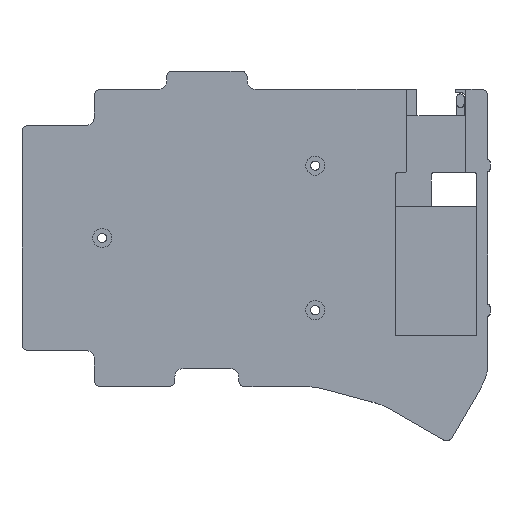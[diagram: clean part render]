
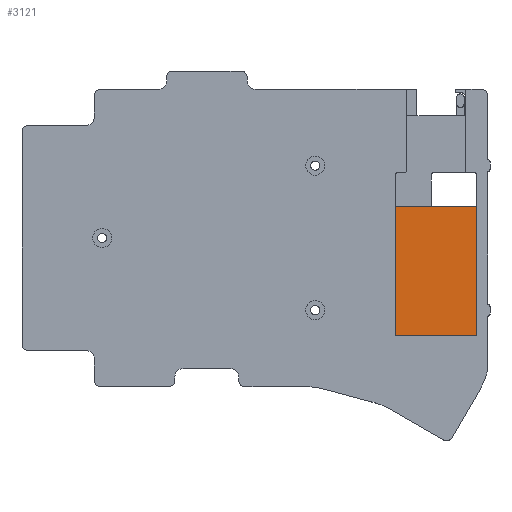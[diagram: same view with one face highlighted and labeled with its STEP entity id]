
A CAD part, top view. The second image highlights one B-rep face of the part: STEP entity #3121.
In plain terms, the highlighted planar face has unit normal (0, 0, 1).
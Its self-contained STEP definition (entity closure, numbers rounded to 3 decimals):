
#1134 = EDGE_CURVE('',#1135,#1137,#1139,.T.);
#1135 = VERTEX_POINT('',#1136);
#1136 = CARTESIAN_POINT('',(99.5,12.75,1.7));
#1137 = VERTEX_POINT('',#1138);
#1138 = CARTESIAN_POINT('',(99.5,46.75,1.7));
#1139 = LINE('',#1140,#1141);
#1140 = CARTESIAN_POINT('',(99.5,12.75,1.7));
#1141 = VECTOR('',#1142,1.);
#1142 = DIRECTION('',(0.,1.,0.));
#1200 = VERTEX_POINT('',#1201);
#1201 = CARTESIAN_POINT('',(99.,12.25,1.7));
#1207 = EDGE_CURVE('',#1200,#1135,#1208,.T.);
#1208 = CIRCLE('',#1209,0.5);
#1209 = AXIS2_PLACEMENT_3D('',#1210,#1211,#1212);
#1210 = CARTESIAN_POINT('',(99.,12.75,1.7));
#1211 = DIRECTION('',(0.,0.,1.));
#1212 = DIRECTION('',(1.,0.,0.));
#1250 = VERTEX_POINT('',#1251);
#1251 = CARTESIAN_POINT('',(78.5,12.25,1.7));
#1257 = EDGE_CURVE('',#1250,#1200,#1258,.T.);
#1258 = LINE('',#1259,#1260);
#1259 = CARTESIAN_POINT('',(78.5,12.25,1.7));
#1260 = VECTOR('',#1261,1.);
#1261 = DIRECTION('',(1.,0.,0.));
#1274 = VERTEX_POINT('',#1275);
#1275 = CARTESIAN_POINT('',(78.,12.75,1.7));
#1281 = EDGE_CURVE('',#1274,#1250,#1282,.T.);
#1282 = CIRCLE('',#1283,0.5);
#1283 = AXIS2_PLACEMENT_3D('',#1284,#1285,#1286);
#1284 = CARTESIAN_POINT('',(78.5,12.75,1.7));
#1285 = DIRECTION('',(0.,0.,1.));
#1286 = DIRECTION('',(1.,0.,0.));
#1341 = EDGE_CURVE('',#1342,#1274,#1344,.T.);
#1342 = VERTEX_POINT('',#1343);
#1343 = CARTESIAN_POINT('',(78.,46.75,1.7));
#1344 = LINE('',#1345,#1346);
#1345 = CARTESIAN_POINT('',(78.,46.25,1.7));
#1346 = VECTOR('',#1347,1.);
#1347 = DIRECTION('',(0.,-1.,0.));
#3121 = ADVANCED_FACE('',(#3122),#3153,.T.);
#3122 = FACE_BOUND('',#3123,.T.);
#3123 = EDGE_LOOP('',(#3124,#3134,#3141,#3142,#3143,#3144,#3145,#3146));
#3124 = ORIENTED_EDGE('',*,*,#3125,.T.);
#3125 = EDGE_CURVE('',#3126,#3128,#3130,.T.);
#3126 = VERTEX_POINT('',#3127);
#3127 = CARTESIAN_POINT('',(99.,46.25,1.7));
#3128 = VERTEX_POINT('',#3129);
#3129 = CARTESIAN_POINT('',(78.5,46.25,1.7));
#3130 = LINE('',#3131,#3132);
#3131 = CARTESIAN_POINT('',(99.5,46.25,1.7));
#3132 = VECTOR('',#3133,1.);
#3133 = DIRECTION('',(-1.,0.,0.));
#3134 = ORIENTED_EDGE('',*,*,#3135,.T.);
#3135 = EDGE_CURVE('',#3128,#1342,#3136,.T.);
#3136 = CIRCLE('',#3137,0.5);
#3137 = AXIS2_PLACEMENT_3D('',#3138,#3139,#3140);
#3138 = CARTESIAN_POINT('',(78.5,46.75,1.7));
#3139 = DIRECTION('',(0.,0.,-1.));
#3140 = DIRECTION('',(0.,1.,0.));
#3141 = ORIENTED_EDGE('',*,*,#1341,.T.);
#3142 = ORIENTED_EDGE('',*,*,#1281,.T.);
#3143 = ORIENTED_EDGE('',*,*,#1257,.T.);
#3144 = ORIENTED_EDGE('',*,*,#1207,.T.);
#3145 = ORIENTED_EDGE('',*,*,#1134,.T.);
#3146 = ORIENTED_EDGE('',*,*,#3147,.F.);
#3147 = EDGE_CURVE('',#3126,#1137,#3148,.T.);
#3148 = CIRCLE('',#3149,0.5);
#3149 = AXIS2_PLACEMENT_3D('',#3150,#3151,#3152);
#3150 = CARTESIAN_POINT('',(99.,46.75,1.7));
#3151 = DIRECTION('',(0.,-0.,1.));
#3152 = DIRECTION('',(0.,1.,0.));
#3153 = PLANE('',#3154);
#3154 = AXIS2_PLACEMENT_3D('',#3155,#3156,#3157);
#3155 = CARTESIAN_POINT('',(88.75,29.319,1.7));
#3156 = DIRECTION('',(0.,0.,1.));
#3157 = DIRECTION('',(1.,0.,0.));
